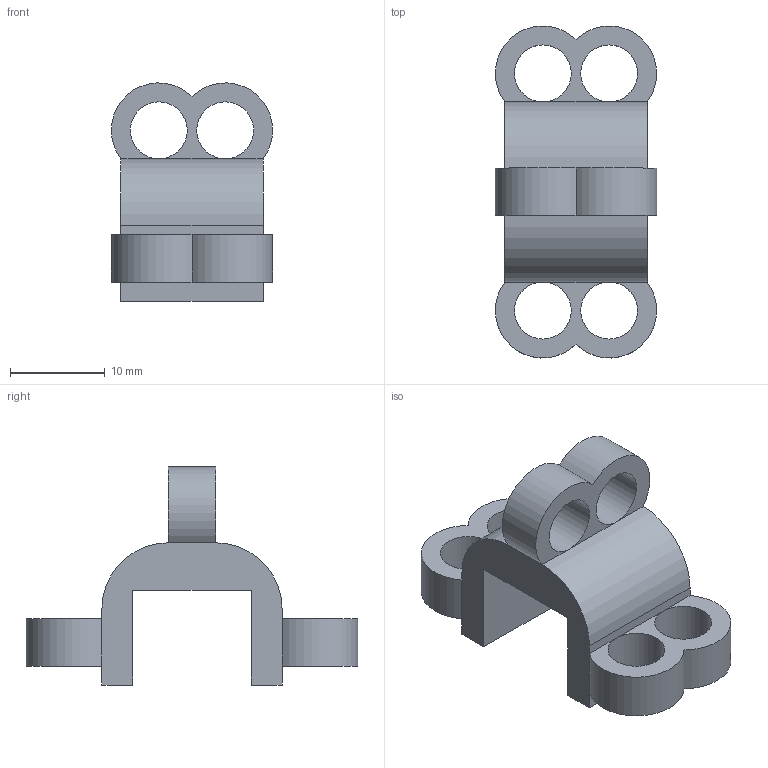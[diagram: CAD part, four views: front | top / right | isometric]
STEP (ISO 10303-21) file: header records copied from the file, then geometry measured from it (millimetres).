
FILE_DESCRIPTION(/* description */ (''),/* implementation_level */ '2;1');
FILE_NAME(/* name */ 'cleaning_cartridge_bracket v4.step',/* time_stamp */ '2024-09-11T11:38:51+02:00',/* author */ (''),/* organization */ (''),/* preprocessor_version */ 'ST-DEVELOPER v20',/* originating_system */ 'Autodesk Translation Framework v13.14.0.145',/* authorisation */ '');
FILE_SCHEMA (('AUTOMOTIVE_DESIGN { 1 0 10303 214 3 1 1 }'));
Length unit declared in the file: millimetre
Products named in the file (1): cleaning_cartridge_bracket
Bounding box: 17 x 34.98 x 22.99 mm (x, y, z)
Volume: 3039.9 mm3; surface area: 2678.9 mm2
Topology: 1 solids, 1 shells, 31 faces, 107 edges, 62 vertices
Faces by surface type: plane 17, cylinder 14
Full cylindrical faces by diameter (mm): 6 x6
Entity records: 1145 total; most frequent: DIRECTION 203, ORIENTED_EDGE 198, CARTESIAN_POINT 189, EDGE_CURVE 99, AXIS2_PLACEMENT_3D 72, LINE 59, VECTOR 59, VERTEX_POINT 58
